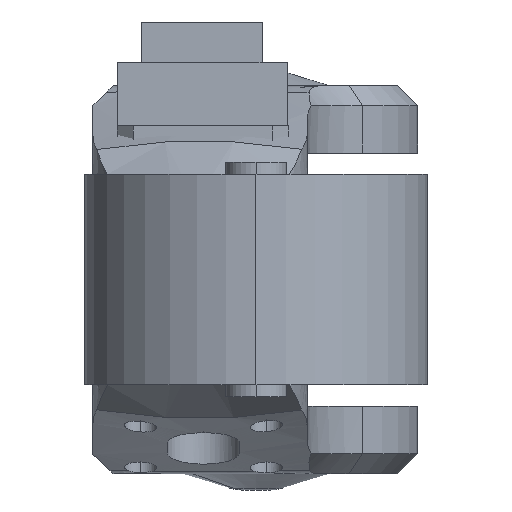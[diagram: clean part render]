
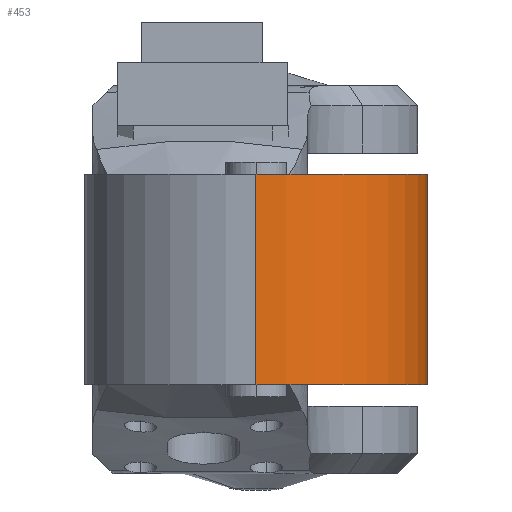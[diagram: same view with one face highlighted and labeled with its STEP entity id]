
A CAD part, left-side view. The second image highlights one B-rep face of the part: STEP entity #453.
In plain terms, the highlighted cylindrical face has radius 42.5 mm (diameter 85 mm), a partial arc.
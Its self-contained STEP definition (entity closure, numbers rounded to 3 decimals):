
#117 = FACE_OUTER_BOUND ( 'NONE', #2492, .T. ) ;
#140 = VECTOR ( 'NONE', #1786, 1000. ) ;
#159 = EDGE_CURVE ( 'NONE', #2343, #1446, #5724, .T. ) ;
#176 = EDGE_CURVE ( 'NONE', #8077, #650, #5143, .T. ) ;
#309 = EDGE_CURVE ( 'NONE', #6478, #2343, #978, .T. ) ;
#329 = DIRECTION ( 'NONE',  ( 0., 0., 1. ) ) ;
#382 = CARTESIAN_POINT ( 'NONE',  ( -42.5, 0., -26. ) ) ;
#453 = ADVANCED_FACE ( 'NONE', ( #117 ), #7090, .T. ) ;
#540 = CARTESIAN_POINT ( 'NONE',  ( 42.5, 0., 16.027 ) ) ;
#650 = VERTEX_POINT ( 'NONE', #2490 ) ;
#683 = CARTESIAN_POINT ( 'NONE',  ( 0., 0., -26. ) ) ;
#978 = B_SPLINE_CURVE_WITH_KNOTS ( 'NONE', 3,
 ( #4916, #9311, #2708, #5628, #6369, #3510, #1891, #4179, #2643, #7851, #3417, #9345, #7162, #5659, #8011, #4407, #2051, #5042 ),
 .UNSPECIFIED., .F., .F.,
 ( 4, 2, 2, 2, 2, 2, 2, 2, 4 ),
 ( 0., 0.008, 0.01, 0.012, 0.016, 0.02, 0.023, 0.025, 0.033 ),
 .UNSPECIFIED. ) ;
#1116 = CARTESIAN_POINT ( 'NONE',  ( 42.5, -0.188, -15.947 ) ) ;
#1193 = AXIS2_PLACEMENT_3D ( 'NONE', #683, #4438, #5267 ) ;
#1206 = VERTEX_POINT ( 'NONE', #5816 ) ;
#1379 = CARTESIAN_POINT ( 'NONE',  ( 42.5, 0., 26. ) ) ;
#1446 = VERTEX_POINT ( 'NONE', #2793 ) ;
#1666 = CARTESIAN_POINT ( 'NONE',  ( 42.499, -0.281, -15.906 ) ) ;
#1669 = VECTOR ( 'NONE', #6586, 1000. ) ;
#1769 = ORIENTED_EDGE ( 'NONE', *, *, #176, .F. ) ;
#1786 = DIRECTION ( 'NONE',  ( 0., 0., 1. ) ) ;
#1891 = CARTESIAN_POINT ( 'NONE',  ( 42.358, -3.468, 4.746 ) ) ;
#1915 = EDGE_CURVE ( 'NONE', #8077, #5055, #1989, .T. ) ;
#1989 = CIRCLE ( 'NONE', #2570, 42.5 ) ;
#2018 = ORIENTED_EDGE ( 'NONE', *, *, #7658, .T. ) ;
#2051 = CARTESIAN_POINT ( 'NONE',  ( 42.492, -1.389, -13.389 ) ) ;
#2343 = VERTEX_POINT ( 'NONE', #1666 ) ;
#2490 = CARTESIAN_POINT ( 'NONE',  ( -42.5, 0., 26. ) ) ;
#2492 = EDGE_LOOP ( 'NONE', ( #1769, #8978, #2018, #2626, #3636, #6073, #6205, #4472 ) ) ;
#2547 = EDGE_CURVE ( 'NONE', #1206, #4046, #5613, .T. ) ;
#2570 = AXIS2_PLACEMENT_3D ( 'NONE', #6924, #5450, #3323 ) ;
#2626 = ORIENTED_EDGE ( 'NONE', *, *, #159, .F. ) ;
#2643 = CARTESIAN_POINT ( 'NONE',  ( 42.332, -3.771, 1.356 ) ) ;
#2708 = CARTESIAN_POINT ( 'NONE',  ( 42.444, -2.267, 10.799 ) ) ;
#2793 = CARTESIAN_POINT ( 'NONE',  ( 42.5, 0., -16.027 ) ) ;
#3091 = DIRECTION ( 'NONE',  ( 1., 0., 0. ) ) ;
#3323 = DIRECTION ( 'NONE',  ( 1., 0., 0. ) ) ;
#3358 = CARTESIAN_POINT ( 'NONE',  ( 42.5, 0., -16.027 ) ) ;
#3417 = CARTESIAN_POINT ( 'NONE',  ( 42.339, -3.695, -2.717 ) ) ;
#3510 = CARTESIAN_POINT ( 'NONE',  ( 42.366, -3.374, 5.424 ) ) ;
#3636 = ORIENTED_EDGE ( 'NONE', *, *, #309, .F. ) ;
#4046 = VERTEX_POINT ( 'NONE', #1379 ) ;
#4141 = LINE ( 'NONE', #7362, #1669 ) ;
#4179 = CARTESIAN_POINT ( 'NONE',  ( 42.339, -3.695, 2.713 ) ) ;
#4208 = CARTESIAN_POINT ( 'NONE',  ( 42.499, -0.281, 15.906 ) ) ;
#4224 = VECTOR ( 'NONE', #329, 1000. ) ;
#4407 = CARTESIAN_POINT ( 'NONE',  ( 42.444, -2.265, -10.803 ) ) ;
#4438 = DIRECTION ( 'NONE',  ( 0., 0., 1. ) ) ;
#4472 = ORIENTED_EDGE ( 'NONE', *, *, #6749, .F. ) ;
#4535 = DIRECTION ( 'NONE',  ( 0., 0., 1. ) ) ;
#4565 = CARTESIAN_POINT ( 'NONE',  ( 0., 0., 26. ) ) ;
#4916 = CARTESIAN_POINT ( 'NONE',  ( 42.499, -0.281, 15.906 ) ) ;
#5042 = CARTESIAN_POINT ( 'NONE',  ( 42.499, -0.281, -15.906 ) ) ;
#5055 = VERTEX_POINT ( 'NONE', #9404 ) ;
#5143 = LINE ( 'NONE', #382, #4224 ) ;
#5225 = EDGE_CURVE ( 'NONE', #1206, #6478, #6139, .T. ) ;
#5267 = DIRECTION ( 'NONE',  ( 1., 0., 0. ) ) ;
#5450 = DIRECTION ( 'NONE',  ( 0., 0., 1. ) ) ;
#5613 = LINE ( 'NONE', #7772, #140 ) ;
#5628 = CARTESIAN_POINT ( 'NONE',  ( 42.393, -3.015, 7.454 ) ) ;
#5659 = CARTESIAN_POINT ( 'NONE',  ( 42.384, -3.144, -6.794 ) ) ;
#5724 = B_SPLINE_CURVE_WITH_KNOTS ( 'NONE', 3,
 ( #7696, #1116, #6245, #3358 ),
 .UNSPECIFIED., .F., .F.,
 ( 4, 4 ),
 ( 0., 0. ),
 .UNSPECIFIED. ) ;
#5816 = CARTESIAN_POINT ( 'NONE',  ( 42.5, 0., 16.027 ) ) ;
#5855 = CIRCLE ( 'NONE', #7161, 42.5 ) ;
#6073 = ORIENTED_EDGE ( 'NONE', *, *, #5225, .F. ) ;
#6139 = B_SPLINE_CURVE_WITH_KNOTS ( 'NONE', 3,
 ( #540, #6447, #7846, #4208 ),
 .UNSPECIFIED., .F., .F.,
 ( 4, 4 ),
 ( 0.046, 0.046 ),
 .UNSPECIFIED. ) ;
#6205 = ORIENTED_EDGE ( 'NONE', *, *, #2547, .T. ) ;
#6245 = CARTESIAN_POINT ( 'NONE',  ( 42.5, -0.094, -15.987 ) ) ;
#6369 = CARTESIAN_POINT ( 'NONE',  ( 42.383, -3.147, 6.778 ) ) ;
#6447 = CARTESIAN_POINT ( 'NONE',  ( 42.5, -0.094, 15.987 ) ) ;
#6478 = VERTEX_POINT ( 'NONE', #7761 ) ;
#6586 = DIRECTION ( 'NONE',  ( 0., 0., 1. ) ) ;
#6749 = EDGE_CURVE ( 'NONE', #650, #4046, #5855, .T. ) ;
#6924 = CARTESIAN_POINT ( 'NONE',  ( 0., 0., -26. ) ) ;
#7090 = CYLINDRICAL_SURFACE ( 'NONE', #1193, 42.5 ) ;
#7161 = AXIS2_PLACEMENT_3D ( 'NONE', #4565, #4535, #3091 ) ;
#7162 = CARTESIAN_POINT ( 'NONE',  ( 42.366, -3.372, -5.438 ) ) ;
#7362 = CARTESIAN_POINT ( 'NONE',  ( 42.5, 0., -26. ) ) ;
#7658 = EDGE_CURVE ( 'NONE', #5055, #1446, #4141, .T. ) ;
#7696 = CARTESIAN_POINT ( 'NONE',  ( 42.499, -0.281, -15.906 ) ) ;
#7761 = CARTESIAN_POINT ( 'NONE',  ( 42.499, -0.281, 15.906 ) ) ;
#7772 = CARTESIAN_POINT ( 'NONE',  ( 42.5, 0., -26. ) ) ;
#7846 = CARTESIAN_POINT ( 'NONE',  ( 42.5, -0.188, 15.947 ) ) ;
#7851 = CARTESIAN_POINT ( 'NONE',  ( 42.332, -3.771, -1.359 ) ) ;
#8011 = CARTESIAN_POINT ( 'NONE',  ( 42.393, -3.012, -7.466 ) ) ;
#8077 = VERTEX_POINT ( 'NONE', #8397 ) ;
#8397 = CARTESIAN_POINT ( 'NONE',  ( -42.5, 0., -26. ) ) ;
#8978 = ORIENTED_EDGE ( 'NONE', *, *, #1915, .T. ) ;
#9311 = CARTESIAN_POINT ( 'NONE',  ( 42.492, -1.39, 13.389 ) ) ;
#9345 = CARTESIAN_POINT ( 'NONE',  ( 42.358, -3.467, -4.756 ) ) ;
#9404 = CARTESIAN_POINT ( 'NONE',  ( 42.5, 0., -26. ) ) ;
